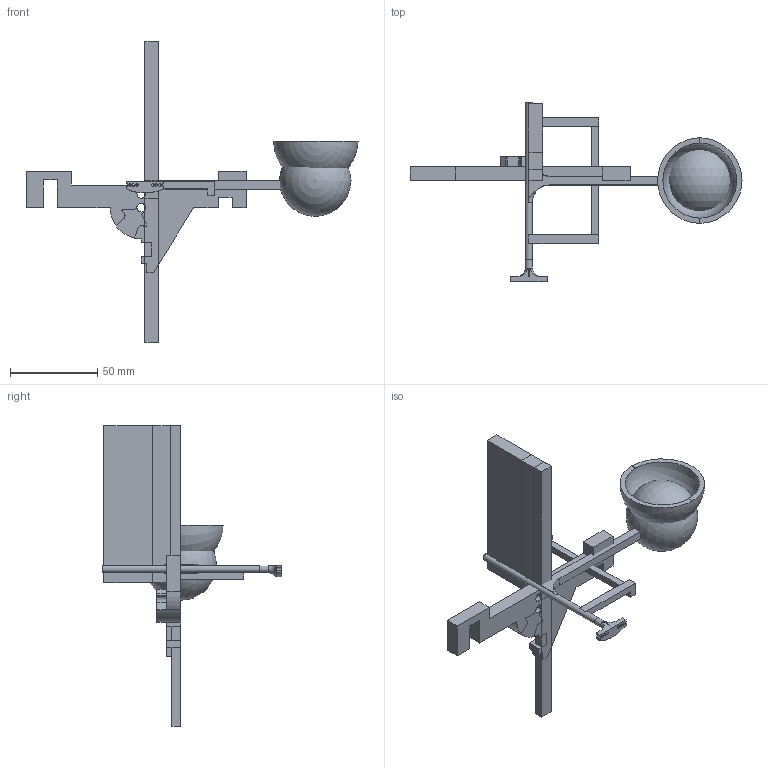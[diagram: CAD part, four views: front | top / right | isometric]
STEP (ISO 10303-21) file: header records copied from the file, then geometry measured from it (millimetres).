
FILE_DESCRIPTION(/* description */ ('STEP AP242','CAx-IF Rec.Pracs.---Representation and Presentation of Product Manufacturing Information (PMI)---4.0---2014-10-13','CAx-IF Rec.Pracs.---3D Tessellated Geometry---0.4---2014-09-14','2;1'),/* implementation_level */ '2;1');
FILE_NAME(/* name */ '6646f86f91564f23ec3d0c89',/* time_stamp */ '2024-05-17T06:25:52Z',/* author */ (''),/* organization */ (''),/* preprocessor_version */ 'ST-DEVELOPER v20',/* originating_system */ ' ',/* authorisation */ ' ');
FILE_SCHEMA (('AP242_MANAGED_MODEL_BASED_3D_ENGINEERING_MIM_LF { 1 0 10303 442 1 1 4 }'));
Length unit declared in the file: metre
Products named in the file (11): Part 11; Part 9; Part 10; Part 7; Part 6; ??????3; ??????4; ??????2; ??????5; ??????6; ??????7
Bounding box: 190 x 103 x 172 mm (x, y, z)
Volume: 113295.2 mm3; surface area: 49427.7 mm2
Topology: 11 solids, 12 shells, 141 faces, 382 edges, 253 vertices
Faces by surface type: plane 103, cylinder 26, torus 6, sphere 4, cone 2
Full cylindrical faces by diameter (mm): 1.4 x6, 4 x2, 5 x1, 25 x1
Entity records: 4568 total; most frequent: CARTESIAN_POINT 873, DIRECTION 709, ORIENTED_EDGE 682, EDGE_CURVE 341, LINE 251, VECTOR 251, VERTEX_POINT 235, AXIS2_PLACEMENT_3D 229
